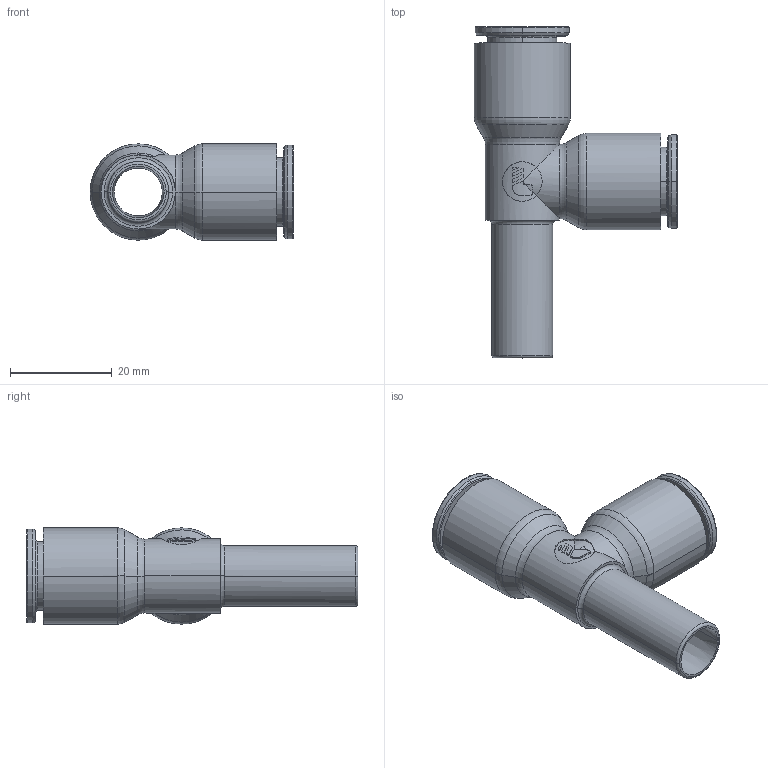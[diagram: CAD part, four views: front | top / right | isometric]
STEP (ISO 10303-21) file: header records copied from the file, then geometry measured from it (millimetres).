
FILE_DESCRIPTION(('STEP AP214'),'1');
FILE_NAME('6883_12_00.stp','2016-07-07T14:49:37',('TraceParts'),('TraceParts S.A.'),'Spatial InterOp 3D',' ',' ');
FILE_SCHEMA(('automotive_design'));
Length unit declared in the file: millimetre
Products named in the file (11): V883-12-00_ASM|Next assembly relationship#44112-19_ASM|Next assembly relationship#44112-21_ASM|Next assembly relationship#44112-32;44112-32; V883-12-00_ASM|Next assembly relationship#44112-19_ASM|Next assembly relationship#44112-21_ASM|Next assembly relationship#44112-30;44112-30; V883-12-00_ASM|Next assembly relationship#44112-19_ASM|Next assembly relationship#44112-21_ASM|Next assembly relationship#44112;44112; V883-12-00_ASM|Next assembly relationship#44112-19_ASM|Next assembly relationship#44112-40;44112-40; V883-12-00_ASM|Next assembly relationship#44522-71;44522-71; V883-12-00_ASM|Next assembly relationship#44112-11-10-ASM;44112-11-10-ASM
Bounding box: 40.14 x 65.4 x 18.98 mm (x, y, z)
Volume: 8235.4 mm3; surface area: 14454.8 mm2
Topology: 11 solids, 11 shells, 1267 faces, 3184 edges, 1975 vertices
Faces by surface type: plane 462, cylinder 229, torus 214, bspline 180, cone 178, sphere 4
Entity records: 47938 total; most frequent: CARTESIAN_POINT 18231, ORIENTED_EDGE 6360, DIRECTION 5870, EDGE_CURVE 3180, AXIS2_PLACEMENT_3D 2093, VERTEX_POINT 1975, LINE 1684, VECTOR 1684
